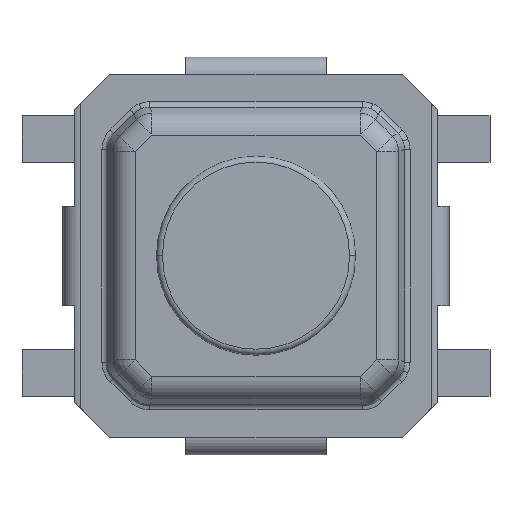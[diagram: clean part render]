
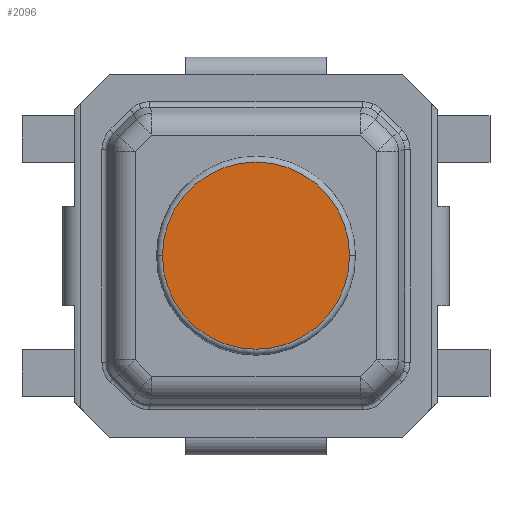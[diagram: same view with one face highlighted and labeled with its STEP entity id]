
A CAD part, top view. The second image highlights one B-rep face of the part: STEP entity #2096.
In plain terms, the highlighted planar face has unit normal (0, 0, 1).
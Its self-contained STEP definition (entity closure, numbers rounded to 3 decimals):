
#440 = VERTEX_POINT ( 'NONE', #22698 ) ;
#2096 = ADVANCED_FACE ( 'NONE', ( #2172 ), #2455, .F. ) ;
#2172 = FACE_OUTER_BOUND ( 'NONE', #14922, .T. ) ;
#2407 = AXIS2_PLACEMENT_3D ( 'NONE', #17242, #19621, #12795 ) ;
#2455 = PLANE ( 'NONE',  #2407 ) ;
#5641 = DIRECTION ( 'NONE',  ( 0., 0., 1. ) ) ;
#9500 = EDGE_CURVE ( 'NONE', #440, #9884, #10114, .T. ) ;
#9884 = VERTEX_POINT ( 'NONE', #20367 ) ;
#10114 = CIRCLE ( 'NONE', #21001, 0.8 ) ;
#10606 = CIRCLE ( 'NONE', #23760, 0.8 ) ;
#12676 = ORIENTED_EDGE ( 'NONE', *, *, #24118, .T. ) ;
#12795 = DIRECTION ( 'NONE',  ( -1., 0., 0. ) ) ;
#14487 = DIRECTION ( 'NONE',  ( 0., 0., 1. ) ) ;
#14922 = EDGE_LOOP ( 'NONE', ( #22799, #12676 ) ) ;
#17242 = CARTESIAN_POINT ( 'NONE',  ( 0., 0., 1.89 ) ) ;
#18892 = DIRECTION ( 'NONE',  ( -1., 0., 0. ) ) ;
#19177 = CARTESIAN_POINT ( 'NONE',  ( 0., 0., 1.89 ) ) ;
#19621 = DIRECTION ( 'NONE',  ( 0., 0., -1. ) ) ;
#20367 = CARTESIAN_POINT ( 'NONE',  ( 0.8, 0., 1.89 ) ) ;
#21001 = AXIS2_PLACEMENT_3D ( 'NONE', #19177, #14487, #18892 ) ;
#22698 = CARTESIAN_POINT ( 'NONE',  ( -0.8, 0., 1.89 ) ) ;
#22799 = ORIENTED_EDGE ( 'NONE', *, *, #9500, .T. ) ;
#23760 = AXIS2_PLACEMENT_3D ( 'NONE', #27738, #5641, #25200 ) ;
#24118 = EDGE_CURVE ( 'NONE', #9884, #440, #10606, .T. ) ;
#25200 = DIRECTION ( 'NONE',  ( -1., 0., 0. ) ) ;
#27738 = CARTESIAN_POINT ( 'NONE',  ( 0., 0., 1.89 ) ) ;
